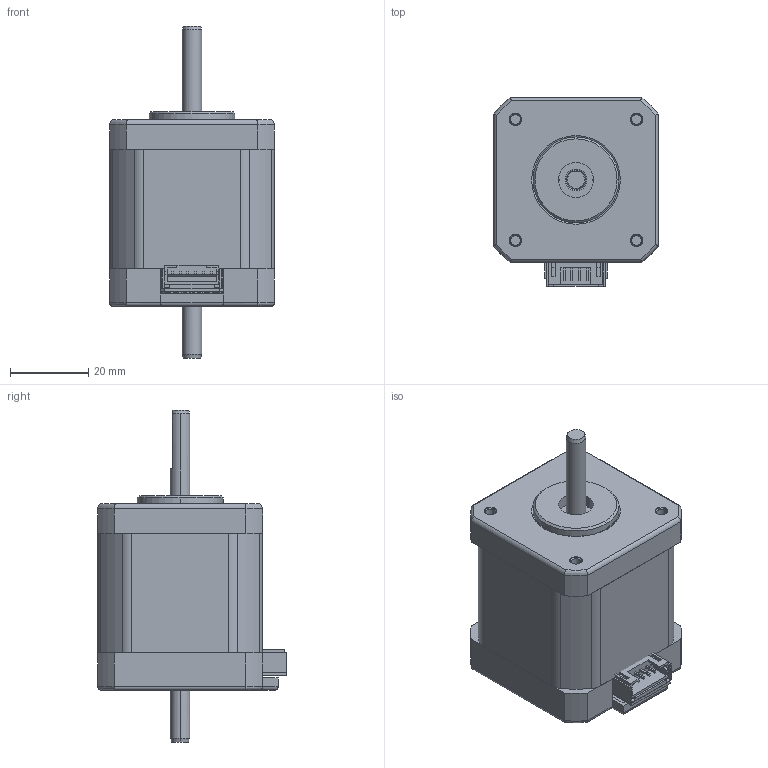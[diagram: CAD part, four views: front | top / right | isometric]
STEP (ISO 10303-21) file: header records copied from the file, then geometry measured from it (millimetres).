
FILE_DESCRIPTION((''),'2;1');
FILE_NAME('4611110011492_ASM','2024-04-17T10:56:55',('ms26442'),(''),'CREO PARAMETRIC BY PTC INC, 2018100','CREO PARAMETRIC BY PTC INC, 2018100','');
FILE_SCHEMA(('CONFIG_CONTROL_DESIGN'));
Products named in the file (27): 4613102100905; 3698153000604; 3698153000589; 4718405003462; 4613104001899_ASM; 4713101000492; 4613103003571_ASM; 4219121304664; 4613106100097_AF0; 4693220000376_AF0; 4613106100097_AF1; 4332101101878_AF0; 4613110000001; 4613106100097; 4693220000376; 4613107105351_ASM; 4333201500066; 4333201500016; 4331101000001; 4613108002359_ASM; 4219121305415; 4294404000189; 4294440200012_AF0; 4294440200012_AF1; 4613153000340_ASM; 3219720000388; 4611110011492_ASM
Assembly tree (31 placements, depth 5):
  4611110011492_ASM
    4613153000340_ASM
      4613103003571_ASM
        4613104001899_ASM
          4613102100905
          3698153000604
          3698153000589
          4718405003462
        4713101000492
      4219121304664
      4613108002359_ASM
        4613107105351_ASM
          4613106100097_AF0
          4693220000376_AF0
          4613106100097_AF1
          4332101101878_AF0
          4613110000001
          4613106100097  x2
          4693220000376
        4333201500066
        4333201500016
        4331101000001  x2
      4219121305415
      4294404000189  x4
      4294440200012_AF0
      4294440200012_AF1
    3219720000388
Bounding box: 42.2 x 48.3 x 85 mm (x, y, z)
Volume: 60575 mm3; surface area: 67754 mm2
Topology: 29 solids, 43 shells, 3705 faces, 10271 edges, 6756 vertices
Faces by surface type: cylinder 1799, plane 1746, cone 65, torus 54, extrusion 24, bspline 9, sphere 8
Entity records: 105855 total; most frequent: CARTESIAN_POINT 19997, DIRECTION 18507, ORIENTED_EDGE 17834, EDGE_CURVE 8935, AXIS2_PLACEMENT_3D 6535, VERTEX_POINT 5868, VECTOR 5437, LINE 5413
